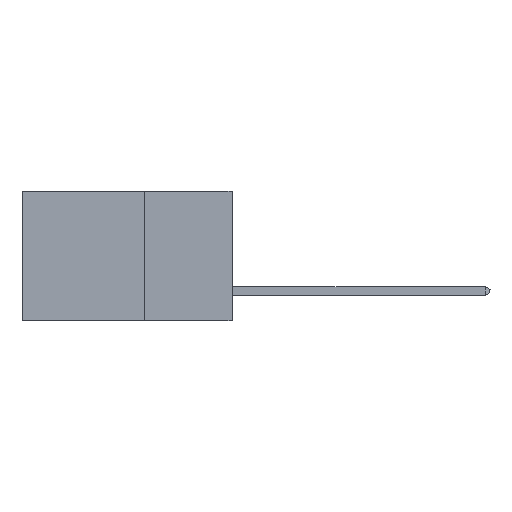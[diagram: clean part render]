
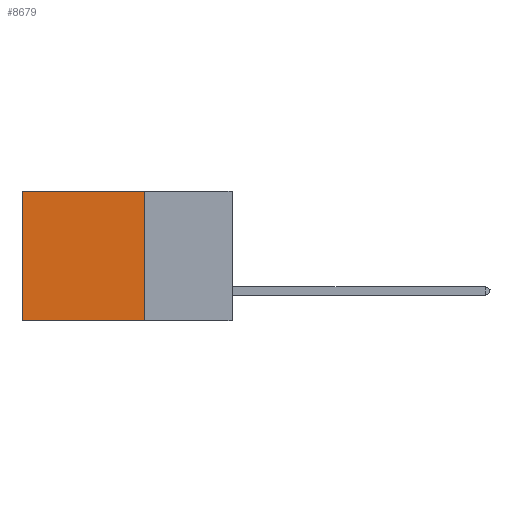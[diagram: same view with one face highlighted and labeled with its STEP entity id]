
A CAD part, left-side view. The second image highlights one B-rep face of the part: STEP entity #8679.
In plain terms, the highlighted planar face has unit normal (-1, 0, 0).
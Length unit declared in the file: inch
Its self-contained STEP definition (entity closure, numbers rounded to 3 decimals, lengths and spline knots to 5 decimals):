
#1644 = CARTESIAN_POINT ( 'NONE',  ( 0.2875, 0.25, -0.37 ) ) ;
#2613 = VERTEX_POINT ( 'NONE', #24869 ) ;
#6035 = CARTESIAN_POINT ( 'NONE',  ( 0.2875, 0.25, 0. ) ) ;
#7980 = VERTEX_POINT ( 'NONE', #35706 ) ;
#8200 = FACE_OUTER_BOUND ( 'NONE', #45691, .T. ) ;
#8679 = ADVANCED_FACE ( 'NONE', ( #8200 ), #30186, .F. ) ;
#9154 = DIRECTION ( 'NONE',  ( 0., 1., 0. ) ) ;
#10036 = ORIENTED_EDGE ( 'NONE', *, *, #15766, .F. ) ;
#10285 = VECTOR ( 'NONE', #13518, 39.37008 ) ;
#12794 = DIRECTION ( 'NONE',  ( 1., 0., 0. ) ) ;
#13518 = DIRECTION ( 'NONE',  ( 0., 0., -1. ) ) ;
#14127 = CARTESIAN_POINT ( 'NONE',  ( 0.2875, 0.6, -0.37 ) ) ;
#14200 = LINE ( 'NONE', #34822, #31107 ) ;
#15766 = EDGE_CURVE ( 'NONE', #2613, #7980, #43451, .T. ) ;
#23629 = LINE ( 'NONE', #1644, #24782 ) ;
#23993 = VECTOR ( 'NONE', #28879, 39.37008 ) ;
#24782 = VECTOR ( 'NONE', #9154, 39.37008 ) ;
#24869 = CARTESIAN_POINT ( 'NONE',  ( 0.2875, 0.25, 0. ) ) ;
#24990 = EDGE_CURVE ( 'NONE', #7980, #47718, #23629, .T. ) ;
#26840 = EDGE_CURVE ( 'NONE', #30081, #47718, #44395, .T. ) ;
#27709 = ORIENTED_EDGE ( 'NONE', *, *, #26840, .T. ) ;
#28879 = DIRECTION ( 'NONE',  ( 0., 0., -1. ) ) ;
#29154 = ORIENTED_EDGE ( 'NONE', *, *, #45762, .T. ) ;
#30081 = VERTEX_POINT ( 'NONE', #39336 ) ;
#30186 = PLANE ( 'NONE',  #42530 ) ;
#31107 = VECTOR ( 'NONE', #31436, 39.37008 ) ;
#31436 = DIRECTION ( 'NONE',  ( 0., 1., 0. ) ) ;
#34822 = CARTESIAN_POINT ( 'NONE',  ( 0.2875, 0.25, 0. ) ) ;
#35706 = CARTESIAN_POINT ( 'NONE',  ( 0.2875, 0.25, -0.37 ) ) ;
#36647 = CARTESIAN_POINT ( 'NONE',  ( 0.2875, 0.6, 0. ) ) ;
#38123 = DIRECTION ( 'NONE',  ( 0., 0., -1. ) ) ;
#39336 = CARTESIAN_POINT ( 'NONE',  ( 0.2875, 0.6, 0. ) ) ;
#42530 = AXIS2_PLACEMENT_3D ( 'NONE', #45942, #12794, #38123 ) ;
#43451 = LINE ( 'NONE', #6035, #10285 ) ;
#44395 = LINE ( 'NONE', #36647, #23993 ) ;
#45691 = EDGE_LOOP ( 'NONE', ( #27709, #46483, #10036, #29154 ) ) ;
#45762 = EDGE_CURVE ( 'NONE', #2613, #30081, #14200, .T. ) ;
#45942 = CARTESIAN_POINT ( 'NONE',  ( 0.2875, 0.25, 0. ) ) ;
#46483 = ORIENTED_EDGE ( 'NONE', *, *, #24990, .F. ) ;
#47718 = VERTEX_POINT ( 'NONE', #14127 ) ;
